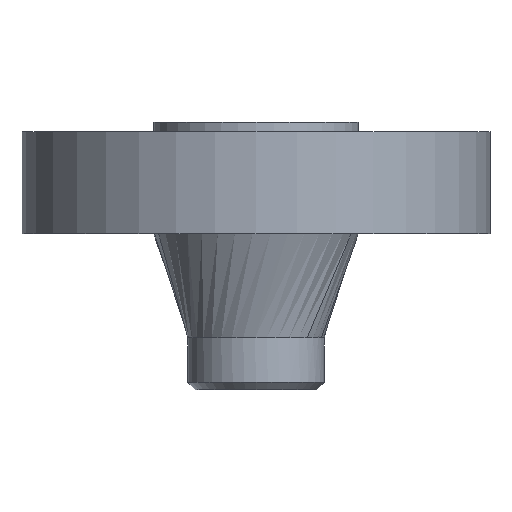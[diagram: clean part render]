
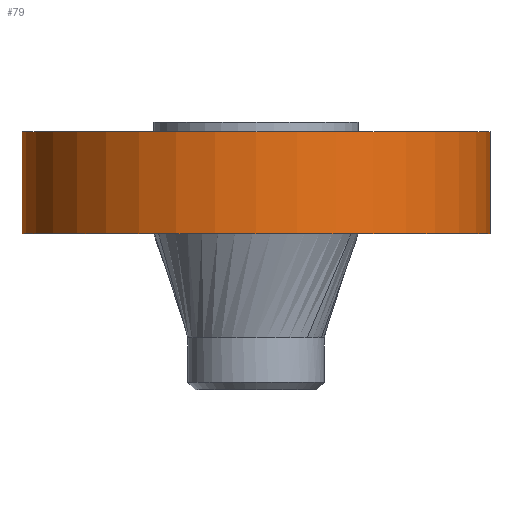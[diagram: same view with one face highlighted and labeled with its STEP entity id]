
A CAD part, front view. The second image highlights one B-rep face of the part: STEP entity #79.
In plain terms, the highlighted cylindrical face has radius 152.4 mm (diameter 304.8 mm), a partial arc.
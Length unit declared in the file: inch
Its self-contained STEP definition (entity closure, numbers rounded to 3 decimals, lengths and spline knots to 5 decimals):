
#40 = AXIS2_PLACEMENT_3D ( 'NONE', #223, #730, #131 ) ;
#60 = VERTEX_POINT ( 'NONE', #174 ) ;
#79 = ADVANCED_FACE ( 'NONE', ( #862 ), #1048, .T. ) ;
#80 = VERTEX_POINT ( 'NONE', #95 ) ;
#88 = VECTOR ( 'NONE', #144, 39.37008 ) ;
#95 = CARTESIAN_POINT ( 'NONE',  ( -6., 0., -2.62 ) ) ;
#121 = ORIENTED_EDGE ( 'NONE', *, *, #130, .F. ) ;
#130 = EDGE_CURVE ( 'NONE', #60, #689, #1062, .T. ) ;
#131 = DIRECTION ( 'NONE',  ( 1., 0., 0. ) ) ;
#144 = DIRECTION ( 'NONE',  ( 0., 0., 1. ) ) ;
#145 = AXIS2_PLACEMENT_3D ( 'NONE', #1030, #379, #451 ) ;
#174 = CARTESIAN_POINT ( 'NONE',  ( -6., 0., 0. ) ) ;
#193 = CARTESIAN_POINT ( 'NONE',  ( 0., 0., -2.62 ) ) ;
#223 = CARTESIAN_POINT ( 'NONE',  ( 0., 0., 0. ) ) ;
#224 = LINE ( 'NONE', #319, #328 ) ;
#232 = LINE ( 'NONE', #358, #88 ) ;
#319 = CARTESIAN_POINT ( 'NONE',  ( -6., 0., -19.59056 ) ) ;
#328 = VECTOR ( 'NONE', #402, 39.37008 ) ;
#358 = CARTESIAN_POINT ( 'NONE',  ( 6., 0., -19.59056 ) ) ;
#362 = EDGE_CURVE ( 'NONE', #611, #689, #232, .T. ) ;
#379 = DIRECTION ( 'NONE',  ( 0., 0., 1. ) ) ;
#380 = DIRECTION ( 'NONE',  ( 0., 0., -1. ) ) ;
#402 = DIRECTION ( 'NONE',  ( 0., 0., 1. ) ) ;
#404 = CARTESIAN_POINT ( 'NONE',  ( 6., 0., -2.62 ) ) ;
#451 = DIRECTION ( 'NONE',  ( 1., 0., 0. ) ) ;
#459 = DIRECTION ( 'NONE',  ( 1., 0., 0. ) ) ;
#603 = ORIENTED_EDGE ( 'NONE', *, *, #362, .T. ) ;
#611 = VERTEX_POINT ( 'NONE', #404 ) ;
#689 = VERTEX_POINT ( 'NONE', #836 ) ;
#730 = DIRECTION ( 'NONE',  ( 0., 0., 1. ) ) ;
#751 = ORIENTED_EDGE ( 'NONE', *, *, #1064, .F. ) ;
#836 = CARTESIAN_POINT ( 'NONE',  ( 6., 0., 0. ) ) ;
#862 = FACE_OUTER_BOUND ( 'NONE', #1110, .T. ) ;
#955 = EDGE_CURVE ( 'NONE', #611, #80, #1101, .T. ) ;
#1030 = CARTESIAN_POINT ( 'NONE',  ( 0., 0., -19.59056 ) ) ;
#1032 = ORIENTED_EDGE ( 'NONE', *, *, #955, .F. ) ;
#1048 = CYLINDRICAL_SURFACE ( 'NONE', #145, 6. ) ;
#1062 = CIRCLE ( 'NONE', #40, 6. ) ;
#1064 = EDGE_CURVE ( 'NONE', #80, #60, #224, .T. ) ;
#1083 = AXIS2_PLACEMENT_3D ( 'NONE', #193, #380, #459 ) ;
#1101 = CIRCLE ( 'NONE', #1083, 6. ) ;
#1110 = EDGE_LOOP ( 'NONE', ( #751, #1032, #603, #121 ) ) ;
